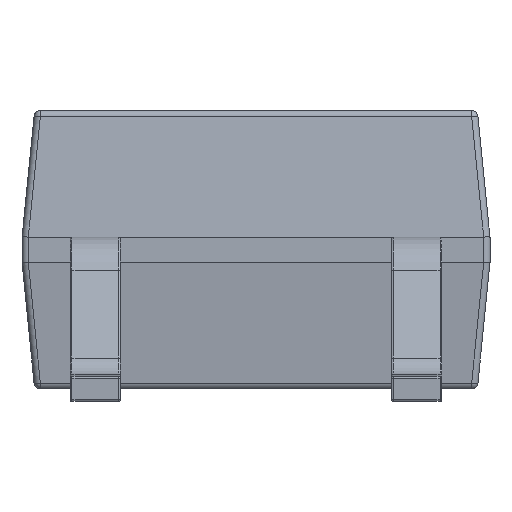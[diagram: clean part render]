
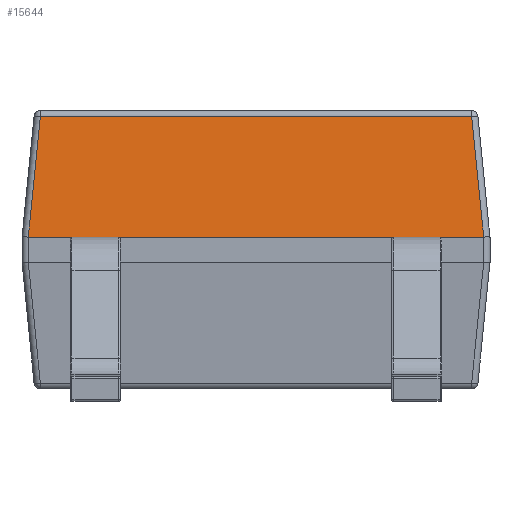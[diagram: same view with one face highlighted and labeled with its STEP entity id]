
A CAD part, left-side view. The second image highlights one B-rep face of the part: STEP entity #15644.
In plain terms, the highlighted planar face has unit normal (-0.995, 0, 0.1).
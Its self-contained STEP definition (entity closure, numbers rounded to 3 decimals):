
#226 = CARTESIAN_POINT ( 'NONE',  ( -2.3, 1.85, 1.25 ) ) ;
#811 = EDGE_CURVE ( 'NONE', #19442, #23714, #7893, .T. ) ;
#858 = CARTESIAN_POINT ( 'NONE',  ( -2.205, 0., 2.205 ) ) ;
#1010 = EDGE_LOOP ( 'NONE', ( #24748, #11333, #1304, #10081, #6250, #10534 ) ) ;
#1304 = ORIENTED_EDGE ( 'NONE', *, *, #4041, .F. ) ;
#1704 = CARTESIAN_POINT ( 'NONE',  ( -2.205, 1.705, 2.205 ) ) ;
#1887 = VERTEX_POINT ( 'NONE', #18063 ) ;
#2399 = CARTESIAN_POINT ( 'NONE',  ( -2.3, 1.8, 1.25 ) ) ;
#3776 = CARTESIAN_POINT ( 'NONE',  ( -2.3, 1.8, 1.25 ) ) ;
#3990 = LINE ( 'NONE', #26761, #8268 ) ;
#4041 = EDGE_CURVE ( 'NONE', #20528, #23714, #25105, .T. ) ;
#4897 = DIRECTION ( 'NONE',  ( 0., 1., 0. ) ) ;
#5559 = CARTESIAN_POINT ( 'NONE',  ( -2.3, -1.8, 1.25 ) ) ;
#5729 = VECTOR ( 'NONE', #19275, 1000. ) ;
#6250 = ORIENTED_EDGE ( 'NONE', *, *, #18140, .F. ) ;
#7580 = CARTESIAN_POINT ( 'NONE',  ( -2.3, -1.8, 1.25 ) ) ;
#7893 = LINE ( 'NONE', #10130, #5729 ) ;
#8268 = VECTOR ( 'NONE', #27785, 1000. ) ;
#8891 = CARTESIAN_POINT ( 'NONE',  ( -2.2, 0., 2.25 ) ) ;
#9040 = PLANE ( 'NONE',  #11788 ) ;
#9107 = VECTOR ( 'NONE', #4897, 1000. ) ;
#9493 = CARTESIAN_POINT ( 'NONE',  ( -2.3, 1.85, 1.25 ) ) ;
#10081 = ORIENTED_EDGE ( 'NONE', *, *, #18846, .F. ) ;
#10130 = CARTESIAN_POINT ( 'NONE',  ( -2.183, 1.684, 2.417 ) ) ;
#10534 = ORIENTED_EDGE ( 'NONE', *, *, #19255, .T. ) ;
#11304 = VECTOR ( 'NONE', #25423, 1000. ) ;
#11333 = ORIENTED_EDGE ( 'NONE', *, *, #811, .T. ) ;
#11788 = AXIS2_PLACEMENT_3D ( 'NONE', #8891, #24403, #18184 ) ;
#14520 = VERTEX_POINT ( 'NONE', #7580 ) ;
#15644 = ADVANCED_FACE ( 'NONE', ( #18319 ), #9040, .T. ) ;
#15956 = LINE ( 'NONE', #9493, #9107 ) ;
#16707 = LINE ( 'NONE', #858, #11304 ) ;
#18063 = CARTESIAN_POINT ( 'NONE',  ( -2.205, -1.705, 2.205 ) ) ;
#18140 = EDGE_CURVE ( 'NONE', #21898, #14520, #15956, .T. ) ;
#18184 = DIRECTION ( 'NONE',  ( 0., 1., 0. ) ) ;
#18319 = FACE_OUTER_BOUND ( 'NONE', #1010, .T. ) ;
#18846 = EDGE_CURVE ( 'NONE', #14520, #20528, #19267, .T. ) ;
#19255 = EDGE_CURVE ( 'NONE', #21898, #1887, #3990, .T. ) ;
#19267 = LINE ( 'NONE', #23562, #28684 ) ;
#19275 = DIRECTION ( 'NONE',  ( -0.099, 0.099, -0.99 ) ) ;
#19442 = VERTEX_POINT ( 'NONE', #1704 ) ;
#20359 = VECTOR ( 'NONE', #20407, 1000. ) ;
#20407 = DIRECTION ( 'NONE',  ( 0., 1., 0. ) ) ;
#20528 = VERTEX_POINT ( 'NONE', #3776 ) ;
#21898 = VERTEX_POINT ( 'NONE', #5559 ) ;
#23562 = CARTESIAN_POINT ( 'NONE',  ( -2.3, 1.85, 1.25 ) ) ;
#23714 = VERTEX_POINT ( 'NONE', #2399 ) ;
#24403 = DIRECTION ( 'NONE',  ( -0.995, 0., 0.1 ) ) ;
#24748 = ORIENTED_EDGE ( 'NONE', *, *, #28409, .T. ) ;
#25105 = LINE ( 'NONE', #226, #20359 ) ;
#25423 = DIRECTION ( 'NONE',  ( 0., 1., 0. ) ) ;
#25770 = DIRECTION ( 'NONE',  ( 0., 1., 0. ) ) ;
#26761 = CARTESIAN_POINT ( 'NONE',  ( -2.183, -1.684, 2.417 ) ) ;
#27785 = DIRECTION ( 'NONE',  ( 0.099, 0.099, 0.99 ) ) ;
#28409 = EDGE_CURVE ( 'NONE', #1887, #19442, #16707, .T. ) ;
#28684 = VECTOR ( 'NONE', #25770, 1000. ) ;
